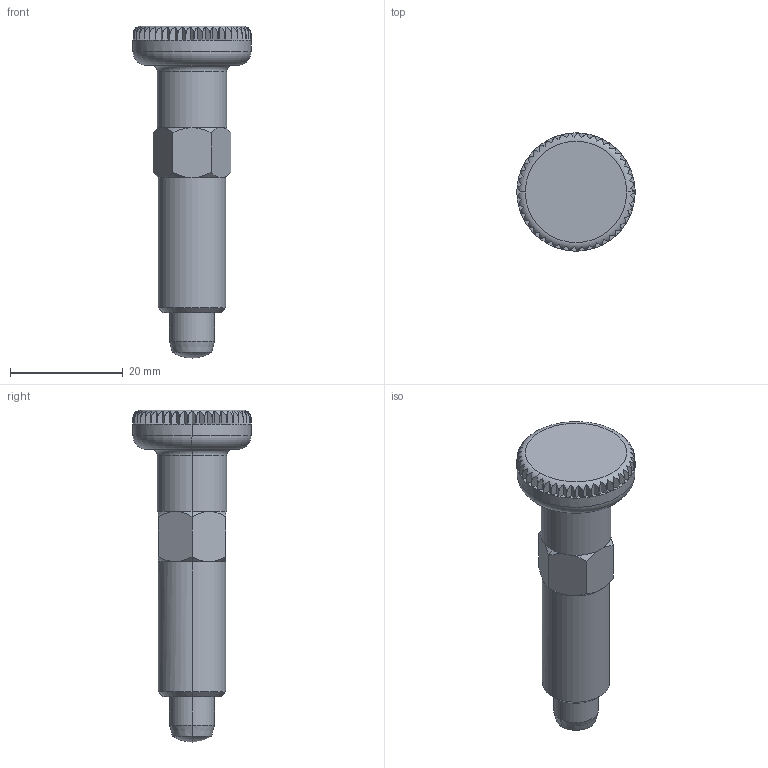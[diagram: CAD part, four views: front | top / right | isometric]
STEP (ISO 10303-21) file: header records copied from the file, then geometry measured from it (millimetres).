
FILE_DESCRIPTION(('STEP AP214'),'1');
FILE_NAME(' ',' ',('TraceParts'),('TraceParts S.A.'),'XStep 1.0',' ',' ');
FILE_SCHEMA(('automotive_design'));
Length unit declared in the file: millimetre
Products named in the file (2): 1; 2
Bounding box: 21 x 21 x 59 mm (x, y, z)
Volume: 8936.9 mm3; surface area: 3905.2 mm2
Topology: 2 solids, 2 shells, 176 faces, 490 edges, 320 vertices
Faces by surface type: plane 148, cylinder 10, cone 10, torus 6, sphere 2
Entity records: 12092 total; most frequent: CARTESIAN_POINT 2180, STYLED_ITEM 986, PRESENTATION_STYLE_ASSIGNMENT 986, COLOUR_RGB 986, ORIENTED_EDGE 976, DIRECTION 877, EDGE_CURVE 488, CURVE_STYLE 488
